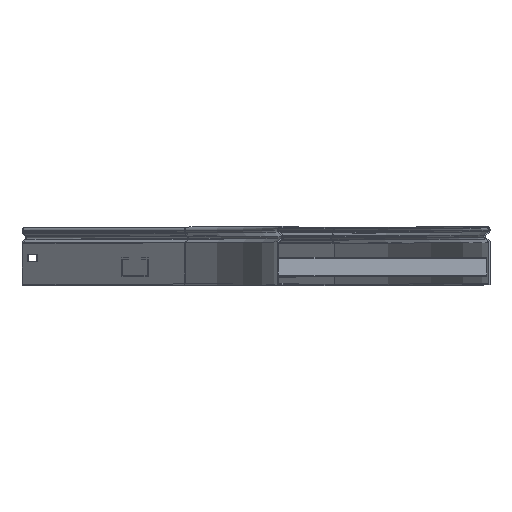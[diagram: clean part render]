
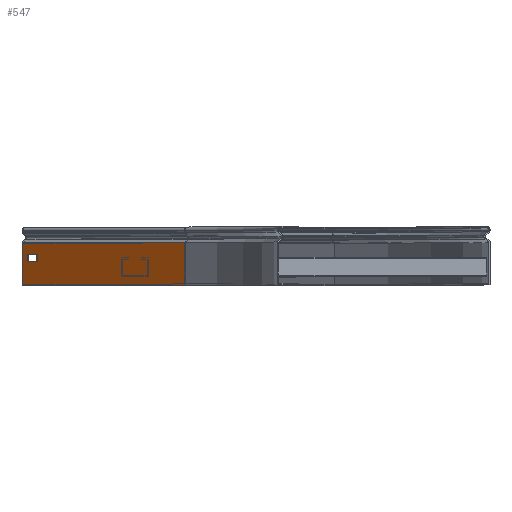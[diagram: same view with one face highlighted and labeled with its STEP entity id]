
A CAD part, top view. The second image highlights one B-rep face of the part: STEP entity #547.
In plain terms, the highlighted planar face has unit normal (-0.707, 0, 0.707).
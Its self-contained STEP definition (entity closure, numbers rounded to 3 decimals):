
#8 = VECTOR ( 'NONE', #4613, 1000. ) ;
#252 = CARTESIAN_POINT ( 'NONE',  ( 58.69, 2.2, -365.574 ) ) ;
#272 = VERTEX_POINT ( 'NONE', #3585 ) ;
#368 = DIRECTION ( 'NONE',  ( -0.707, 0., -0.707 ) ) ;
#394 = VERTEX_POINT ( 'NONE', #4284 ) ;
#395 = ORIENTED_EDGE ( 'NONE', *, *, #4681, .T. ) ;
#443 = VERTEX_POINT ( 'NONE', #2587 ) ;
#479 = VECTOR ( 'NONE', #3737, 1000. ) ;
#547 = ADVANCED_FACE ( 'NONE', ( #1322, #1668 ), #5463, .T. ) ;
#593 = CARTESIAN_POINT ( 'NONE',  ( 480.632, 0., 56.368 ) ) ;
#702 = CARTESIAN_POINT ( 'NONE',  ( 58.69, 2.2, -365.574 ) ) ;
#751 = VERTEX_POINT ( 'NONE', #3379 ) ;
#1015 = CARTESIAN_POINT ( 'NONE',  ( 212.132, 2.2, -212.132 ) ) ;
#1027 = EDGE_CURVE ( 'NONE', #751, #3369, #1474, .T. ) ;
#1063 = CARTESIAN_POINT ( 'NONE',  ( 212.132, 2.2, -212.132 ) ) ;
#1156 = CARTESIAN_POINT ( 'NONE',  ( 212.132, 22.5, -212.132 ) ) ;
#1170 = EDGE_CURVE ( 'NONE', #3369, #6061, #5086, .T. ) ;
#1199 = DIRECTION ( 'NONE',  ( 0.707, 0., 0.707 ) ) ;
#1220 = LINE ( 'NONE', #6941, #3773 ) ;
#1322 = FACE_BOUND ( 'NONE', #5333, .T. ) ;
#1474 = LINE ( 'NONE', #6556, #2422 ) ;
#1519 = LINE ( 'NONE', #593, #5727 ) ;
#1592 = CARTESIAN_POINT ( 'NONE',  ( 72.832, 22.5, -351.432 ) ) ;
#1655 = LINE ( 'NONE', #5372, #3188 ) ;
#1668 = FACE_OUTER_BOUND ( 'NONE', #2860, .T. ) ;
#1800 = LINE ( 'NONE', #1015, #6629 ) ;
#1917 = VECTOR ( 'NONE', #7099, 1000. ) ;
#1994 = LINE ( 'NONE', #3153, #1917 ) ;
#2087 = DIRECTION ( 'NONE',  ( 0., 1., 0. ) ) ;
#2164 = EDGE_CURVE ( 'NONE', #443, #751, #1220, .T. ) ;
#2176 = LINE ( 'NONE', #3862, #479 ) ;
#2182 = AXIS2_PLACEMENT_3D ( 'NONE', #1063, #2687, #3326 ) ;
#2223 = VECTOR ( 'NONE', #4273, 1000. ) ;
#2245 = ORIENTED_EDGE ( 'NONE', *, *, #1170, .F. ) ;
#2339 = ORIENTED_EDGE ( 'NONE', *, *, #6489, .F. ) ;
#2422 = VECTOR ( 'NONE', #5966, 1000. ) ;
#2449 = CARTESIAN_POINT ( 'NONE',  ( 58.69, 40.525, -365.574 ) ) ;
#2587 = CARTESIAN_POINT ( 'NONE',  ( 72.832, 29.5, -351.432 ) ) ;
#2615 = VERTEX_POINT ( 'NONE', #702 ) ;
#2687 = DIRECTION ( 'NONE',  ( -0.707, 0., 0.707 ) ) ;
#2742 = LINE ( 'NONE', #6511, #2223 ) ;
#2860 = EDGE_LOOP ( 'NONE', ( #4935, #2339, #6390, #6725, #395, #4023 ) ) ;
#2870 = VECTOR ( 'NONE', #1199, 1000. ) ;
#3147 = CARTESIAN_POINT ( 'NONE',  ( 58.69, 39.499, -365.574 ) ) ;
#3153 = CARTESIAN_POINT ( 'NONE',  ( 212.132, 40.525, -212.132 ) ) ;
#3188 = VECTOR ( 'NONE', #2087, 1000. ) ;
#3278 = VERTEX_POINT ( 'NONE', #2449 ) ;
#3307 = VERTEX_POINT ( 'NONE', #6286 ) ;
#3326 = DIRECTION ( 'NONE',  ( 0.707, 0., 0.707 ) ) ;
#3369 = VERTEX_POINT ( 'NONE', #6383 ) ;
#3379 = CARTESIAN_POINT ( 'NONE',  ( 64.347, 29.5, -359.917 ) ) ;
#3405 = EDGE_CURVE ( 'NONE', #6061, #443, #1655, .T. ) ;
#3429 = ORIENTED_EDGE ( 'NONE', *, *, #2164, .F. ) ;
#3585 = CARTESIAN_POINT ( 'NONE',  ( 58.69, 0., -365.574 ) ) ;
#3737 = DIRECTION ( 'NONE',  ( 0., 1., 0. ) ) ;
#3761 = EDGE_CURVE ( 'NONE', #394, #3307, #1800, .T. ) ;
#3773 = VECTOR ( 'NONE', #368, 1000. ) ;
#3862 = CARTESIAN_POINT ( 'NONE',  ( 58.69, 2.2, -365.574 ) ) ;
#3904 = ORIENTED_EDGE ( 'NONE', *, *, #1027, .F. ) ;
#4023 = ORIENTED_EDGE ( 'NONE', *, *, #5703, .T. ) ;
#4273 = DIRECTION ( 'NONE',  ( 0., 1., 0. ) ) ;
#4284 = CARTESIAN_POINT ( 'NONE',  ( 212.132, 0., -212.132 ) ) ;
#4613 = DIRECTION ( 'NONE',  ( 0., -1., 0. ) ) ;
#4681 = EDGE_CURVE ( 'NONE', #2615, #272, #6617, .T. ) ;
#4848 = DIRECTION ( 'NONE',  ( 0., 1., 0. ) ) ;
#4884 = DIRECTION ( 'NONE',  ( 0.707, 0., 0.707 ) ) ;
#4924 = EDGE_CURVE ( 'NONE', #2615, #5536, #2742, .T. ) ;
#4935 = ORIENTED_EDGE ( 'NONE', *, *, #3761, .T. ) ;
#5086 = LINE ( 'NONE', #1156, #2870 ) ;
#5191 = ORIENTED_EDGE ( 'NONE', *, *, #3405, .F. ) ;
#5333 = EDGE_LOOP ( 'NONE', ( #5191, #2245, #3904, #3429 ) ) ;
#5372 = CARTESIAN_POINT ( 'NONE',  ( 72.832, 2.2, -351.432 ) ) ;
#5463 = PLANE ( 'NONE',  #2182 ) ;
#5536 = VERTEX_POINT ( 'NONE', #3147 ) ;
#5703 = EDGE_CURVE ( 'NONE', #272, #394, #1519, .T. ) ;
#5727 = VECTOR ( 'NONE', #4884, 1000. ) ;
#5966 = DIRECTION ( 'NONE',  ( 0., -1., 0. ) ) ;
#6061 = VERTEX_POINT ( 'NONE', #1592 ) ;
#6286 = CARTESIAN_POINT ( 'NONE',  ( 212.132, 40.525, -212.132 ) ) ;
#6383 = CARTESIAN_POINT ( 'NONE',  ( 64.347, 22.5, -359.917 ) ) ;
#6390 = ORIENTED_EDGE ( 'NONE', *, *, #6398, .F. ) ;
#6398 = EDGE_CURVE ( 'NONE', #5536, #3278, #2176, .T. ) ;
#6489 = EDGE_CURVE ( 'NONE', #3278, #3307, #1994, .T. ) ;
#6511 = CARTESIAN_POINT ( 'NONE',  ( 58.69, 2.2, -365.574 ) ) ;
#6556 = CARTESIAN_POINT ( 'NONE',  ( 64.347, 2.2, -359.917 ) ) ;
#6617 = LINE ( 'NONE', #252, #8 ) ;
#6629 = VECTOR ( 'NONE', #4848, 1000. ) ;
#6725 = ORIENTED_EDGE ( 'NONE', *, *, #4924, .F. ) ;
#6941 = CARTESIAN_POINT ( 'NONE',  ( 212.132, 29.5, -212.132 ) ) ;
#7099 = DIRECTION ( 'NONE',  ( 0.707, 0., 0.707 ) ) ;
